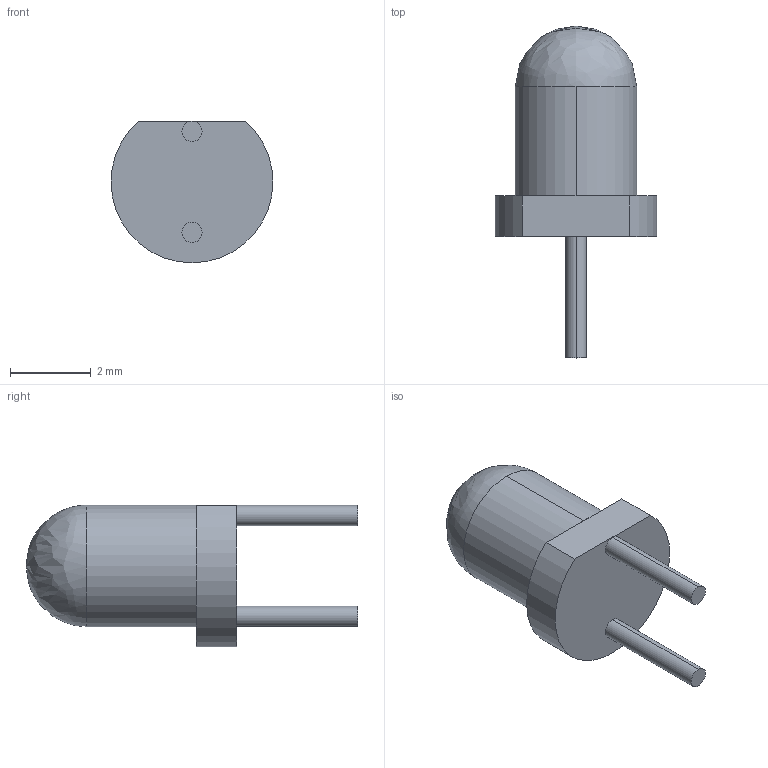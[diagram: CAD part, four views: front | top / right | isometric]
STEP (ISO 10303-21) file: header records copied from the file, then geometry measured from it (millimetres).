
FILE_DESCRIPTION (( 'STEP AP214' ), '1' );
FILE_NAME ('User Library-LED 3 MM_Red.STEP', '2010-11-23T15:17:41', ( 'SysAdmin' ), ( 'SolidWorks' ), 'SwSTEP 2.0', 'SolidWorks 2011', '' );
FILE_SCHEMA (( 'AUTOMOTIVE_DESIGN' ));
Length unit declared in the file: millimetre
Products named in the file (1): User Library-LED 3 MM_Red
Bounding box: 4 x 8.2 x 3.5 mm (x, y, z)
Volume: 39 mm3; surface area: 77.6 mm2
Topology: 1 solids, 1 shells, 13 faces, 27 edges, 16 vertices
Faces by surface type: cylinder 7, plane 5, bspline 1
Entity records: 520 total; most frequent: CARTESIAN_POINT 69, DIRECTION 64, ORIENTED_EDGE 48, AXIS2_PLACEMENT_3D 27, EDGE_CURVE 24, UNCERTAINTY_MEASURE_WITH_UNIT 16, EDGE_LOOP 16, VERTEX_POINT 16
